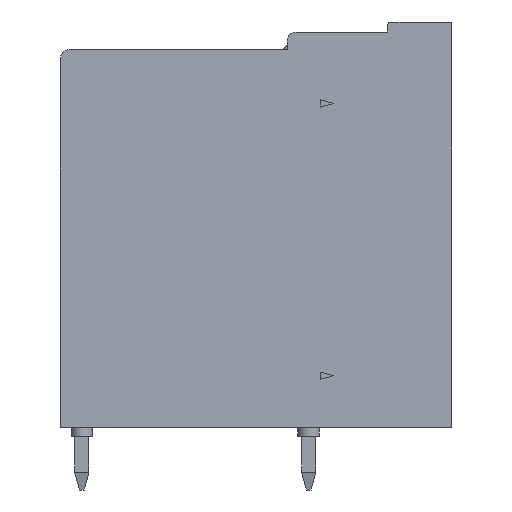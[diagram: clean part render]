
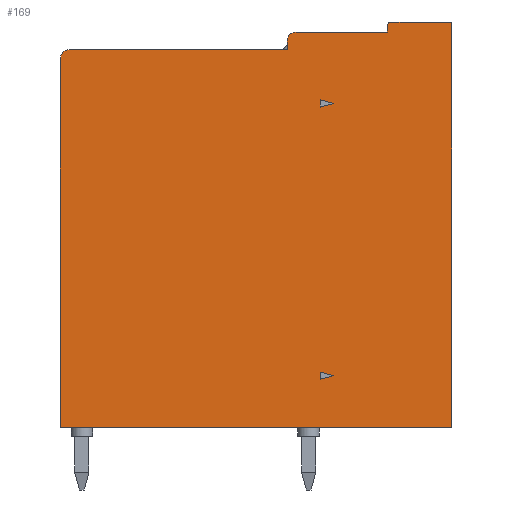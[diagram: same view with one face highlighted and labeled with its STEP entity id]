
A CAD part, left-side view. The second image highlights one B-rep face of the part: STEP entity #169.
In plain terms, the highlighted face is planar.
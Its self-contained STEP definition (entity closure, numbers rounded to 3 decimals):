
#32=FACE_BOUND($,#2890,.T.);
#33=FACE_BOUND($,#2891,.T.);
#169=ADVANCED_FACE($,(#1529,#32,#33),#16753,.T.);
#1529=FACE_OUTER_BOUND($,#2889,.T.);
#2889=EDGE_LOOP($,(#4394,#4395,#4396,#4397,#4398,#4399,#4400,#4401,#4402,
#4403,#4404,#4405));
#2890=EDGE_LOOP($,(#4406,#4407,#4408));
#2891=EDGE_LOOP($,(#4409,#4410,#4411));
#4394=ORIENTED_EDGE($,*,*,#11064,.T.);
#4395=ORIENTED_EDGE($,*,*,#11065,.T.);
#4396=ORIENTED_EDGE($,*,*,#11066,.T.);
#4397=ORIENTED_EDGE($,*,*,#11067,.T.);
#4398=ORIENTED_EDGE($,*,*,#11068,.T.);
#4399=ORIENTED_EDGE($,*,*,#11069,.T.);
#4400=ORIENTED_EDGE($,*,*,#11070,.T.);
#4401=ORIENTED_EDGE($,*,*,#11071,.T.);
#4402=ORIENTED_EDGE($,*,*,#11072,.T.);
#4403=ORIENTED_EDGE($,*,*,#11073,.T.);
#4404=ORIENTED_EDGE($,*,*,#11074,.T.);
#4405=ORIENTED_EDGE($,*,*,#11075,.T.);
#4406=ORIENTED_EDGE($,*,*,#11078,.T.);
#4407=ORIENTED_EDGE($,*,*,#11076,.T.);
#4408=ORIENTED_EDGE($,*,*,#11077,.T.);
#4409=ORIENTED_EDGE($,*,*,#11081,.T.);
#4410=ORIENTED_EDGE($,*,*,#11079,.T.);
#4411=ORIENTED_EDGE($,*,*,#11080,.T.);
#11064=EDGE_CURVE($,#14399,#14400,#18451,.T.);
#11065=EDGE_CURVE($,#14400,#14401,#17857,.T.);
#11066=EDGE_CURVE($,#14401,#14402,#18452,.T.);
#11067=EDGE_CURVE($,#14402,#14403,#18453,.T.);
#11068=EDGE_CURVE($,#14403,#14404,#17858,.T.);
#11069=EDGE_CURVE($,#14404,#14405,#18454,.T.);
#11070=EDGE_CURVE($,#14405,#14406,#18455,.T.);
#11071=EDGE_CURVE($,#14406,#14407,#18456,.T.);
#11072=EDGE_CURVE($,#14407,#14408,#17859,.T.);
#11073=EDGE_CURVE($,#14408,#14409,#18457,.T.);
#11074=EDGE_CURVE($,#14409,#14410,#17860,.T.);
#11075=EDGE_CURVE($,#14410,#14399,#18458,.T.);
#11076=EDGE_CURVE($,#14411,#14412,#18459,.T.);
#11077=EDGE_CURVE($,#14412,#14413,#18460,.T.);
#11078=EDGE_CURVE($,#14413,#14411,#18461,.T.);
#11079=EDGE_CURVE($,#14414,#14415,#18462,.T.);
#11080=EDGE_CURVE($,#14415,#14416,#18463,.T.);
#11081=EDGE_CURVE($,#14416,#14414,#18464,.T.);
#14399=VERTEX_POINT($,#34656);
#14400=VERTEX_POINT($,#34657);
#14401=VERTEX_POINT($,#34658);
#14402=VERTEX_POINT($,#34659);
#14403=VERTEX_POINT($,#34660);
#14404=VERTEX_POINT($,#34661);
#14405=VERTEX_POINT($,#34662);
#14406=VERTEX_POINT($,#34663);
#14407=VERTEX_POINT($,#34664);
#14408=VERTEX_POINT($,#34665);
#14409=VERTEX_POINT($,#34666);
#14410=VERTEX_POINT($,#34667);
#14411=VERTEX_POINT($,#34668);
#14412=VERTEX_POINT($,#34669);
#14413=VERTEX_POINT($,#34670);
#14414=VERTEX_POINT($,#34671);
#14415=VERTEX_POINT($,#34672);
#14416=VERTEX_POINT($,#34673);
#16753=PLANE($,#21253);
#17857=(
BOUNDED_CURVE()
B_SPLINE_CURVE(2,(#23516,#23517,#23518),.UNSPECIFIED.,.F.,.F.)
B_SPLINE_CURVE_WITH_KNOTS((3,3),(-0.785,0.),.UNSPECIFIED.)
CURVE()
GEOMETRIC_REPRESENTATION_ITEM()
RATIONAL_B_SPLINE_CURVE((1.,0.707,1.))
REPRESENTATION_ITEM($)
);
#17858=(
BOUNDED_CURVE()
B_SPLINE_CURVE(2,(#23523,#23524,#23525),.UNSPECIFIED.,.F.,.F.)
B_SPLINE_CURVE_WITH_KNOTS((3,3),(0.,0.785),.UNSPECIFIED.)
CURVE()
GEOMETRIC_REPRESENTATION_ITEM()
RATIONAL_B_SPLINE_CURVE((1.,0.707,1.))
REPRESENTATION_ITEM($)
);
#17859=(
BOUNDED_CURVE()
B_SPLINE_CURVE(2,(#23532,#23533,#23534),.UNSPECIFIED.,.F.,.F.)
B_SPLINE_CURVE_WITH_KNOTS((3,3),(0.,0.157),.UNSPECIFIED.)
CURVE()
GEOMETRIC_REPRESENTATION_ITEM()
RATIONAL_B_SPLINE_CURVE((1.,0.707,1.))
REPRESENTATION_ITEM($)
);
#17860=(
BOUNDED_CURVE()
B_SPLINE_CURVE(2,(#23537,#23538,#23539),.UNSPECIFIED.,.F.,.F.)
B_SPLINE_CURVE_WITH_KNOTS((3,3),(0.,0.314),.UNSPECIFIED.)
CURVE()
GEOMETRIC_REPRESENTATION_ITEM()
RATIONAL_B_SPLINE_CURVE((1.,0.707,1.))
REPRESENTATION_ITEM($)
);
#18451=B_SPLINE_CURVE_WITH_KNOTS($,1,(#23514,#23515),.UNSPECIFIED.,.F.,.F.,
(2,2),(-5.1,0.),.UNSPECIFIED.);
#18452=B_SPLINE_CURVE_WITH_KNOTS($,1,(#23519,#23520),.UNSPECIFIED.,.F.,.F.,
(2,2),(-0.5,0.),.UNSPECIFIED.);
#18453=B_SPLINE_CURVE_WITH_KNOTS($,1,(#23521,#23522),.UNSPECIFIED.,.F.,.F.,
(2,2),(-12.2,0.),.UNSPECIFIED.);
#18454=B_SPLINE_CURVE_WITH_KNOTS($,1,(#23526,#23527),.UNSPECIFIED.,.F.,.F.,
(2,2),(-20.64,0.),.UNSPECIFIED.);
#18455=B_SPLINE_CURVE_WITH_KNOTS($,1,(#23528,#23529),.UNSPECIFIED.,.F.,.F.,
(2,2),(-21.9,0.),.UNSPECIFIED.);
#18456=B_SPLINE_CURVE_WITH_KNOTS($,1,(#23530,#23531),.UNSPECIFIED.,.F.,.F.,
(2,2),(-22.6,0.),.UNSPECIFIED.);
#18457=B_SPLINE_CURVE_WITH_KNOTS($,1,(#23535,#23536),.UNSPECIFIED.,.F.,.F.,
(2,2),(-3.3,0.),.UNSPECIFIED.);
#18458=B_SPLINE_CURVE_WITH_KNOTS($,1,(#23540,#23541),.UNSPECIFIED.,.F.,.F.,
(2,2),(-0.36,0.),.UNSPECIFIED.);
#18459=B_SPLINE_CURVE_WITH_KNOTS($,1,(#23542,#23543),.UNSPECIFIED.,.F.,.F.,
(2,2),(0.,0.402),.UNSPECIFIED.);
#18460=B_SPLINE_CURVE_WITH_KNOTS($,1,(#23544,#23545),.UNSPECIFIED.,.F.,.F.,
(2,2),(0.,0.776),.UNSPECIFIED.);
#18461=B_SPLINE_CURVE_WITH_KNOTS($,1,(#23546,#23547),.UNSPECIFIED.,.F.,.F.,
(2,2),(0.,0.776),.UNSPECIFIED.);
#18462=B_SPLINE_CURVE_WITH_KNOTS($,1,(#23548,#23549),.UNSPECIFIED.,.F.,.F.,
(2,2),(0.,0.776),.UNSPECIFIED.);
#18463=B_SPLINE_CURVE_WITH_KNOTS($,1,(#23550,#23551),.UNSPECIFIED.,.F.,.F.,
(2,2),(0.,0.402),.UNSPECIFIED.);
#18464=B_SPLINE_CURVE_WITH_KNOTS($,1,(#23552,#23553),.UNSPECIFIED.,.F.,.F.,
(2,2),(0.,0.776),.UNSPECIFIED.);
#21253=AXIS2_PLACEMENT_3D($,#31624,#22365,$);
#22365=DIRECTION($,(0.,0.,1.));
#23514=CARTESIAN_POINT($,(-15.057,73.345,2.6));
#23515=CARTESIAN_POINT($,(-20.157,73.345,2.6));
#23516=CARTESIAN_POINT($,(-20.157,73.345,2.6));
#23517=CARTESIAN_POINT($,(-20.657,73.345,2.6));
#23518=CARTESIAN_POINT($,(-20.657,72.845,2.6));
#23519=CARTESIAN_POINT($,(-20.657,72.845,2.6));
#23520=CARTESIAN_POINT($,(-20.657,72.345,2.6));
#23521=CARTESIAN_POINT($,(-20.657,72.345,2.6));
#23522=CARTESIAN_POINT($,(-32.857,72.345,2.6));
#23523=CARTESIAN_POINT($,(-32.857,72.345,2.6));
#23524=CARTESIAN_POINT($,(-33.357,72.345,2.6));
#23525=CARTESIAN_POINT($,(-33.357,71.845,2.6));
#23526=CARTESIAN_POINT($,(-33.357,71.845,2.6));
#23527=CARTESIAN_POINT($,(-33.357,51.205,2.6));
#23528=CARTESIAN_POINT($,(-33.357,51.205,2.6));
#23529=CARTESIAN_POINT($,(-11.457,51.205,2.6));
#23530=CARTESIAN_POINT($,(-11.457,51.205,2.6));
#23531=CARTESIAN_POINT($,(-11.457,73.805,2.6));
#23532=CARTESIAN_POINT($,(-11.457,73.805,2.6));
#23533=CARTESIAN_POINT($,(-11.457,73.905,2.6));
#23534=CARTESIAN_POINT($,(-11.557,73.905,2.6));
#23535=CARTESIAN_POINT($,(-11.557,73.905,2.6));
#23536=CARTESIAN_POINT($,(-14.857,73.905,2.6));
#23537=CARTESIAN_POINT($,(-14.857,73.905,2.6));
#23538=CARTESIAN_POINT($,(-15.057,73.905,2.6));
#23539=CARTESIAN_POINT($,(-15.057,73.705,2.6));
#23540=CARTESIAN_POINT($,(-15.057,73.705,2.6));
#23541=CARTESIAN_POINT($,(-15.057,73.345,2.6));
#23542=CARTESIAN_POINT($,(-18.807,69.144,2.6));
#23543=CARTESIAN_POINT($,(-18.807,69.546,2.6));
#23544=CARTESIAN_POINT($,(-18.807,69.546,2.6));
#23545=CARTESIAN_POINT($,(-18.057,69.345,2.6));
#23546=CARTESIAN_POINT($,(-18.057,69.345,2.6));
#23547=CARTESIAN_POINT($,(-18.807,69.144,2.6));
#23548=CARTESIAN_POINT($,(-18.057,54.105,2.6));
#23549=CARTESIAN_POINT($,(-18.807,53.904,2.6));
#23550=CARTESIAN_POINT($,(-18.807,53.904,2.6));
#23551=CARTESIAN_POINT($,(-18.807,54.306,2.6));
#23552=CARTESIAN_POINT($,(-18.807,54.306,2.6));
#23553=CARTESIAN_POINT($,(-18.057,54.105,2.6));
#31624=CARTESIAN_POINT($,(-33.357,51.205,2.6));
#34656=CARTESIAN_POINT($,(-15.057,73.345,2.6));
#34657=CARTESIAN_POINT($,(-20.157,73.345,2.6));
#34658=CARTESIAN_POINT($,(-20.657,72.845,2.6));
#34659=CARTESIAN_POINT($,(-20.657,72.345,2.6));
#34660=CARTESIAN_POINT($,(-32.857,72.345,2.6));
#34661=CARTESIAN_POINT($,(-33.357,71.845,2.6));
#34662=CARTESIAN_POINT($,(-33.357,51.205,2.6));
#34663=CARTESIAN_POINT($,(-11.457,51.205,2.6));
#34664=CARTESIAN_POINT($,(-11.457,73.805,2.6));
#34665=CARTESIAN_POINT($,(-11.557,73.905,2.6));
#34666=CARTESIAN_POINT($,(-14.857,73.905,2.6));
#34667=CARTESIAN_POINT($,(-15.057,73.705,2.6));
#34668=CARTESIAN_POINT($,(-18.807,69.144,2.6));
#34669=CARTESIAN_POINT($,(-18.807,69.546,2.6));
#34670=CARTESIAN_POINT($,(-18.057,69.345,2.6));
#34671=CARTESIAN_POINT($,(-18.057,54.105,2.6));
#34672=CARTESIAN_POINT($,(-18.807,53.904,2.6));
#34673=CARTESIAN_POINT($,(-18.807,54.306,2.6));
